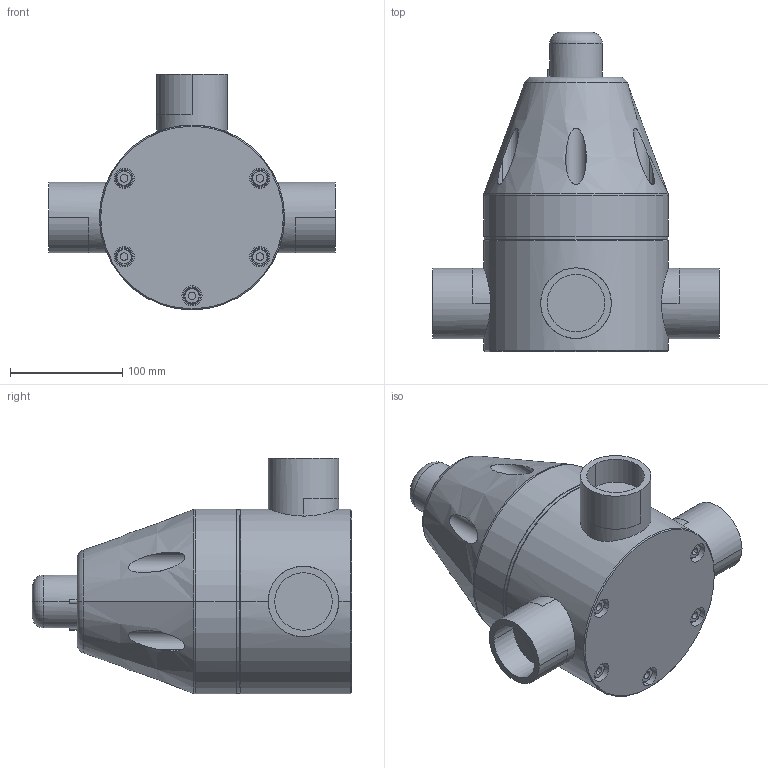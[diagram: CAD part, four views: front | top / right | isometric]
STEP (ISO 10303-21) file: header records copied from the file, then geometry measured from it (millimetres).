
FILE_DESCRIPTION((''),'2;1');
FILE_NAME('KU_V185_PP_DN50_17005450','2019-06-03T',('Kattner'),(''),'PRO/ENGINEER BY PARAMETRIC TECHNOLOGY CORPORATION, 2016360','PRO/ENGINEER BY PARAMETRIC TECHNOLOGY CORPORATION, 2016360','');
FILE_SCHEMA(('AUTOMOTIVE_DESIGN { 1 0 10303 214 1 1 1 1 }'));
Length unit declared in the file: millimetre
Products named in the file (1): KU_V185_PP_DN50_17005450
Bounding box: 256 x 285 x 210.5 mm (x, y, z)
Volume: 4617358.5 mm3; surface area: 212913.2 mm2
Topology: 1 solids, 1 shells, 226 faces, 519 edges, 339 vertices
Faces by surface type: cylinder 88, plane 80, cone 40, torus 18
Entity records: 7174 total; most frequent: CARTESIAN_POINT 1804, DIRECTION 1180, ORIENTED_EDGE 1038, EDGE_CURVE 519, AXIS2_PLACEMENT_3D 491, VERTEX_POINT 339, EDGE_LOOP 270, CIRCLE 265
